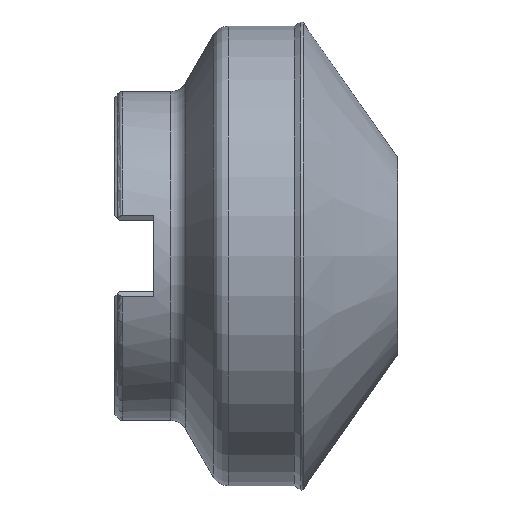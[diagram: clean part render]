
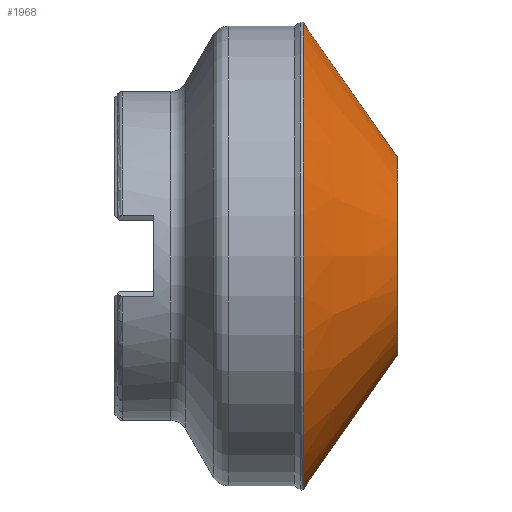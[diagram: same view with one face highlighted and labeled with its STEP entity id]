
A CAD part, front view. The second image highlights one B-rep face of the part: STEP entity #1968.
In plain terms, the highlighted conical face has half-angle 55 degrees and reference radius 17.5 mm.
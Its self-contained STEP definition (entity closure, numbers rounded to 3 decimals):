
#18 = EDGE_CURVE ( 'NONE', #1258, #1556, #1254, .T. ) ;
#132 = DIRECTION ( 'NONE',  ( -0.574, 0., 0.819 ) ) ;
#143 = VECTOR ( 'NONE', #715, 1000. ) ;
#178 = FACE_OUTER_BOUND ( 'NONE', #1973, .T. ) ;
#292 = DIRECTION ( 'NONE',  ( 0., 0., -1. ) ) ;
#321 = VERTEX_POINT ( 'NONE', #859 ) ;
#506 = ORIENTED_EDGE ( 'NONE', *, *, #18, .F. ) ;
#567 = CARTESIAN_POINT ( 'NONE',  ( 0.705, 0., 0. ) ) ;
#586 = VERTEX_POINT ( 'NONE', #1459 ) ;
#683 = EDGE_CURVE ( 'NONE', #321, #1556, #1825, .T. ) ;
#715 = DIRECTION ( 'NONE',  ( -0.574, 0., -0.819 ) ) ;
#755 = CARTESIAN_POINT ( 'NONE',  ( -15.805, 0., -41.079 ) ) ;
#779 = LINE ( 'NONE', #1165, #2235 ) ;
#796 = CARTESIAN_POINT ( 'NONE',  ( -15.805, 0., 0. ) ) ;
#859 = CARTESIAN_POINT ( 'NONE',  ( -15.805, 0., 41.079 ) ) ;
#933 = DIRECTION ( 'NONE',  ( 1., 0., 0. ) ) ;
#962 = AXIS2_PLACEMENT_3D ( 'NONE', #1022, #933, #292 ) ;
#968 = CARTESIAN_POINT ( 'NONE',  ( 0.705, 0., -17.5 ) ) ;
#995 = DIRECTION ( 'NONE',  ( 0., 0., 1. ) ) ;
#1022 = CARTESIAN_POINT ( 'NONE',  ( 0.705, 0., 0. ) ) ;
#1133 = AXIS2_PLACEMENT_3D ( 'NONE', #567, #1229, #995 ) ;
#1163 = ORIENTED_EDGE ( 'NONE', *, *, #1719, .F. ) ;
#1165 = CARTESIAN_POINT ( 'NONE',  ( 0.705, 0., 17.5 ) ) ;
#1212 = ORIENTED_EDGE ( 'NONE', *, *, #683, .T. ) ;
#1229 = DIRECTION ( 'NONE',  ( -1., 0., 0. ) ) ;
#1254 = LINE ( 'NONE', #1969, #143 ) ;
#1258 = VERTEX_POINT ( 'NONE', #968 ) ;
#1261 = DIRECTION ( 'NONE',  ( 0., 0., -1. ) ) ;
#1355 = CIRCLE ( 'NONE', #962, 17.5 ) ;
#1446 = DIRECTION ( 'NONE',  ( 1., 0., 0. ) ) ;
#1459 = CARTESIAN_POINT ( 'NONE',  ( 0.705, 0., 17.5 ) ) ;
#1556 = VERTEX_POINT ( 'NONE', #755 ) ;
#1719 = EDGE_CURVE ( 'NONE', #586, #1258, #1355, .T. ) ;
#1825 = CIRCLE ( 'NONE', #2161, 41.079 ) ;
#1968 = ADVANCED_FACE ( 'NONE', ( #178 ), #2020, .T. ) ;
#1969 = CARTESIAN_POINT ( 'NONE',  ( 0.705, 0., -17.5 ) ) ;
#1973 = EDGE_LOOP ( 'NONE', ( #506, #1163, #2584, #1212 ) ) ;
#2020 = CONICAL_SURFACE ( 'NONE', #1133, 17.5, 0.96 ) ;
#2161 = AXIS2_PLACEMENT_3D ( 'NONE', #796, #1446, #1261 ) ;
#2235 = VECTOR ( 'NONE', #132, 1000. ) ;
#2273 = EDGE_CURVE ( 'NONE', #586, #321, #779, .T. ) ;
#2584 = ORIENTED_EDGE ( 'NONE', *, *, #2273, .T. ) ;
